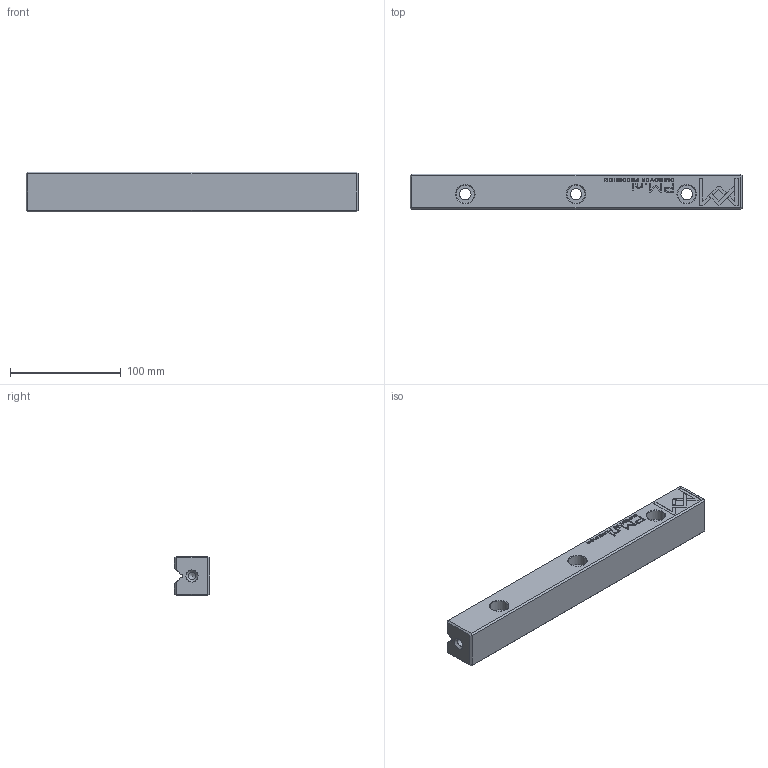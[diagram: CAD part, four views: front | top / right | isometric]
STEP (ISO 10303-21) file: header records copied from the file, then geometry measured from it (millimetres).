
FILE_DESCRIPTION(/* description */ (''),/* implementation_level */ '2;1');
FILE_NAME(/* name */ 'Rail RSD-15300.stp',/* time_stamp */ '2025-01-13T09:48:25+01:00',/* author */ (''),/* organization */ (''),/* preprocessor_version */ 'ST-DEVELOPER v16.7',/* originating_system */ 'SIEMENS PLM Software NX 12.0',/* authorisation */ '');
FILE_SCHEMA (('AUTOMOTIVE_DESIGN { 1 0 10303 214 3 1 1 1 }'));
Length unit declared in the file: millimetre
Products named in the file (1): Rail RSD-15300_step_stp
Bounding box: 300 x 31.9 x 36 mm (x, y, z)
Volume: 311793.8 mm3; surface area: 48681.1 mm2
Topology: 1 solids, 1 shells, 346 faces, 905 edges, 594 vertices
Faces by surface type: plane 233, bspline 90, cone 13, cylinder 10
Full cylindrical faces by diameter (mm): 6.8 x2, 10.3 x3, 16.5 x3
Entity records: 12866 total; most frequent: CARTESIAN_POINT 3057, ORIENTED_EDGE 1756, DIRECTION 1240, EDGE_CURVE 878, LINE 670, VECTOR 670, VERTEX_POINT 590, EDGE_LOOP 406
